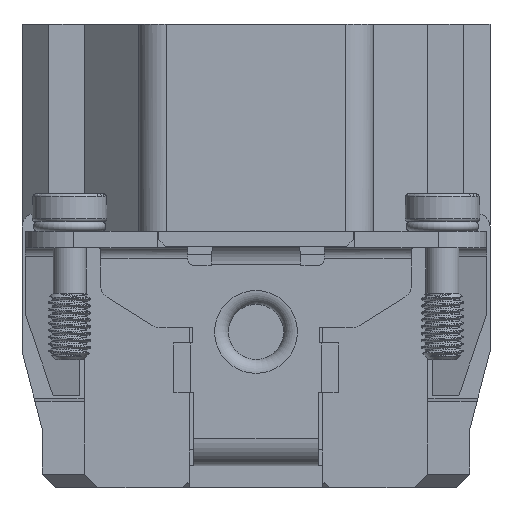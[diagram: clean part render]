
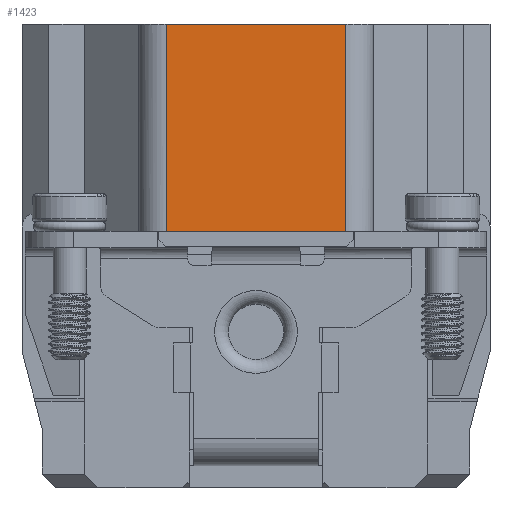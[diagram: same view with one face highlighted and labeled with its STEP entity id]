
A CAD part, left-side view. The second image highlights one B-rep face of the part: STEP entity #1423.
In plain terms, the highlighted planar face has unit normal (-1, 0, 0).
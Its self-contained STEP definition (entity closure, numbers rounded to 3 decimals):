
#1423=ADVANCED_FACE('',(#2838),#2259,.T.);
#2259=PLANE('',#17434);
#2838=FACE_OUTER_BOUND('',#3852,.T.);
#3852=EDGE_LOOP('',(#9199,#9200,#9201,#9202));
#4601=LINE('',#23089,#6231);
#5243=LINE('',#25022,#6873);
#5244=LINE('',#25027,#6874);
#5245=LINE('',#25029,#6875);
#6231=VECTOR('',#18428,1.);
#6873=VECTOR('',#20126,1.);
#6874=VECTOR('',#20133,1.);
#6875=VECTOR('',#20134,1.);
#9199=ORIENTED_EDGE('',*,*,#14135,.T.);
#9200=ORIENTED_EDGE('',*,*,#14990,.F.);
#9201=ORIENTED_EDGE('',*,*,#14993,.T.);
#9202=ORIENTED_EDGE('',*,*,#14994,.T.);
#12521=VERTEX_POINT('',#23060);
#12535=VERTEX_POINT('',#23088);
#13217=VERTEX_POINT('',#25023);
#13218=VERTEX_POINT('',#25028);
#14135=EDGE_CURVE('',#12521,#12535,#4601,.T.);
#14990=EDGE_CURVE('',#13217,#12535,#5243,.T.);
#14993=EDGE_CURVE('',#13217,#13218,#5244,.T.);
#14994=EDGE_CURVE('',#13218,#12521,#5245,.T.);
#17434=AXIS2_PLACEMENT_3D('',#25030,#20135,#20136);
#18428=DIRECTION('',(0.,-1.,0.));
#20126=DIRECTION('',(0.,0.,-1.));
#20133=DIRECTION('',(0.,1.,0.));
#20134=DIRECTION('',(0.,0.,-1.));
#20135=DIRECTION('',(-1.,0.,0.));
#20136=DIRECTION('',(0.,0.,-1.));
#23060=CARTESIAN_POINT('',(-25.4,6.5,-13.5));
#23088=CARTESIAN_POINT('',(-25.4,-6.5,-13.5));
#23089=CARTESIAN_POINT('',(-25.4,8.55,-13.5));
#25022=CARTESIAN_POINT('',(-25.4,-6.5,18.955));
#25023=CARTESIAN_POINT('',(-25.4,-6.5,1.5));
#25027=CARTESIAN_POINT('',(-25.4,8.55,1.5));
#25028=CARTESIAN_POINT('',(-25.4,6.5,1.5));
#25029=CARTESIAN_POINT('',(-25.4,6.5,18.955));
#25030=CARTESIAN_POINT('',(-25.4,8.55,0.9));
